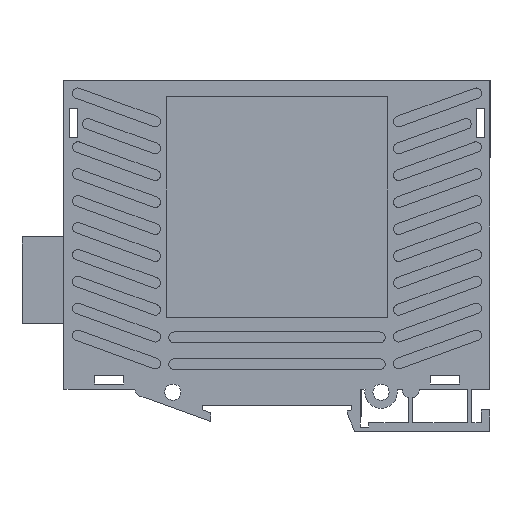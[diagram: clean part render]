
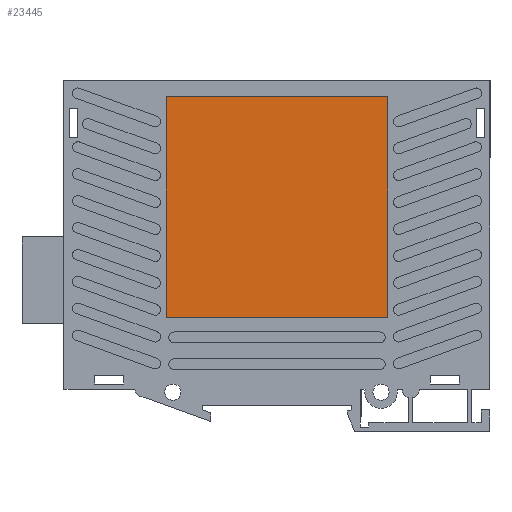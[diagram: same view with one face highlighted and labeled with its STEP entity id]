
A CAD part, left-side view. The second image highlights one B-rep face of the part: STEP entity #23445.
In plain terms, the highlighted planar face has unit normal (-1, 0, 0).
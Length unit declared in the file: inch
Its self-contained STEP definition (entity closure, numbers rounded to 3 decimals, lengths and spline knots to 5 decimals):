
#493 = CARTESIAN_POINT ( 'NONE',  ( -0.51181, -0.91782, 1.08286 ) ) ;
#1951 = VECTOR ( 'NONE', #9057, 39.37008 ) ;
#2198 = CARTESIAN_POINT ( 'NONE',  ( -0.51181, -0.91782, -0.96714 ) ) ;
#2223 = EDGE_LOOP ( 'NONE', ( #25351, #18693, #11790, #14581 ) ) ;
#3288 = EDGE_CURVE ( 'NONE', #30539, #10375, #6635, .T. ) ;
#3559 = AXIS2_PLACEMENT_3D ( 'NONE', #35123, #15398, #27107 ) ;
#4182 = DIRECTION ( 'NONE',  ( 0., 0., 1. ) ) ;
#6635 = LINE ( 'NONE', #493, #1951 ) ;
#6953 = CARTESIAN_POINT ( 'NONE',  ( -0.51181, 1.14218, -0.96714 ) ) ;
#8296 = CARTESIAN_POINT ( 'NONE',  ( -0.51181, 1.14218, 1.08286 ) ) ;
#9057 = DIRECTION ( 'NONE',  ( 0., 0., -1. ) ) ;
#9565 = LINE ( 'NONE', #6953, #31267 ) ;
#10069 = CARTESIAN_POINT ( 'NONE',  ( -0.51181, 1.14218, 1.08286 ) ) ;
#10375 = VERTEX_POINT ( 'NONE', #2198 ) ;
#11269 = LINE ( 'NONE', #22607, #12430 ) ;
#11790 = ORIENTED_EDGE ( 'NONE', *, *, #22724, .F. ) ;
#12430 = VECTOR ( 'NONE', #25592, 39.37008 ) ;
#14075 = DIRECTION ( 'NONE',  ( 0., -1., 0. ) ) ;
#14581 = ORIENTED_EDGE ( 'NONE', *, *, #3288, .F. ) ;
#15251 = EDGE_CURVE ( 'NONE', #21985, #30539, #16678, .T. ) ;
#15398 = DIRECTION ( 'NONE',  ( 1., 0., 0. ) ) ;
#15765 = FACE_OUTER_BOUND ( 'NONE', #2223, .T. ) ;
#16678 = LINE ( 'NONE', #8296, #27516 ) ;
#16800 = CARTESIAN_POINT ( 'NONE',  ( -0.51181, -0.91782, 1.08286 ) ) ;
#18693 = ORIENTED_EDGE ( 'NONE', *, *, #36342, .F. ) ;
#21985 = VERTEX_POINT ( 'NONE', #10069 ) ;
#22607 = CARTESIAN_POINT ( 'NONE',  ( -0.51181, -0.91782, -0.96714 ) ) ;
#22724 = EDGE_CURVE ( 'NONE', #10375, #31015, #11269, .T. ) ;
#23445 = ADVANCED_FACE ( 'NONE', ( #15765 ), #32325, .F. ) ;
#24539 = CARTESIAN_POINT ( 'NONE',  ( -0.51181, 1.14218, -0.96714 ) ) ;
#25351 = ORIENTED_EDGE ( 'NONE', *, *, #15251, .F. ) ;
#25592 = DIRECTION ( 'NONE',  ( 0., 1., 0. ) ) ;
#27107 = DIRECTION ( 'NONE',  ( 0., 0., -1. ) ) ;
#27516 = VECTOR ( 'NONE', #14075, 39.37008 ) ;
#30539 = VERTEX_POINT ( 'NONE', #16800 ) ;
#31015 = VERTEX_POINT ( 'NONE', #24539 ) ;
#31267 = VECTOR ( 'NONE', #4182, 39.37008 ) ;
#32325 = PLANE ( 'NONE',  #3559 ) ;
#35123 = CARTESIAN_POINT ( 'NONE',  ( -0.51181, -0.91782, -0.96714 ) ) ;
#36342 = EDGE_CURVE ( 'NONE', #31015, #21985, #9565, .T. ) ;
